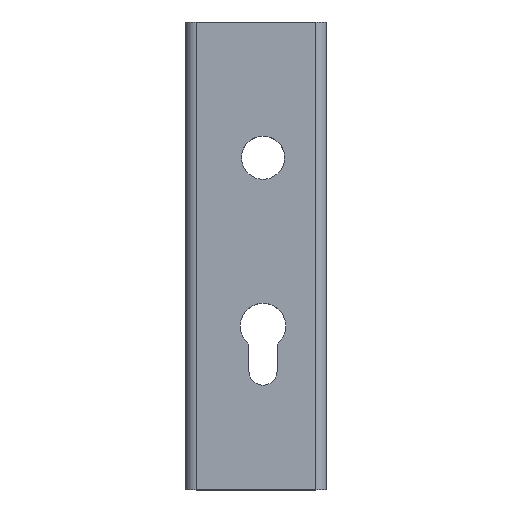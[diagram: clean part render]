
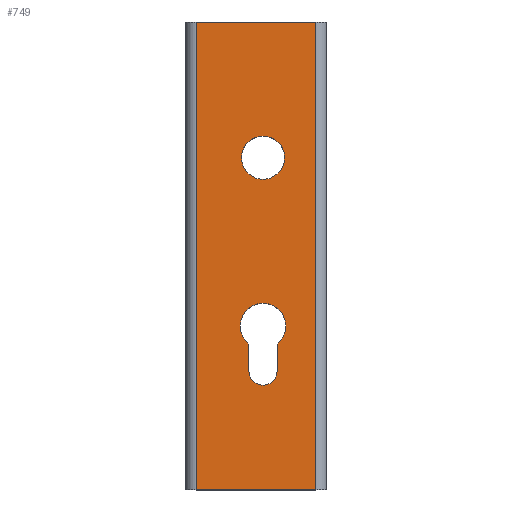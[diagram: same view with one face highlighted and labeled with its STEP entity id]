
A CAD part, top view. The second image highlights one B-rep face of the part: STEP entity #749.
In plain terms, the highlighted planar face has unit normal (0, 0, 1).
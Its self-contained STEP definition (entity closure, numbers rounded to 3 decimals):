
#12 = DIRECTION ( 'NONE',  ( 0., 1., 0. ) ) ;
#32 = CARTESIAN_POINT ( 'NONE',  ( 9., 62.315, 20. ) ) ;
#35 = DIRECTION ( 'NONE',  ( 1., 0., 0. ) ) ;
#68 = CARTESIAN_POINT ( 'NONE',  ( -3., 62.315, 20. ) ) ;
#72 = VERTEX_POINT ( 'NONE', #1489 ) ;
#76 = LINE ( 'NONE', #1405, #143 ) ;
#80 = LINE ( 'NONE', #1074, #1226 ) ;
#117 = EDGE_CURVE ( 'NONE', #1475, #1008, #949, .T. ) ;
#126 = CARTESIAN_POINT ( 'NONE',  ( 3., 70., 20. ) ) ;
#139 = CARTESIAN_POINT ( 'NONE',  ( 3., 70., 20. ) ) ;
#143 = VECTOR ( 'NONE', #35, 1000. ) ;
#150 = CARTESIAN_POINT ( 'NONE',  ( 12.25, 142., 20. ) ) ;
#163 = ORIENTED_EDGE ( 'NONE', *, *, #905, .F. ) ;
#166 = CARTESIAN_POINT ( 'NONE',  ( 25.5, 200., 20. ) ) ;
#184 = CARTESIAN_POINT ( 'NONE',  ( 25.5, 200., 20. ) ) ;
#190 = ORIENTED_EDGE ( 'NONE', *, *, #455, .T. ) ;
#204 = EDGE_CURVE ( 'NONE', #509, #855, #232, .T. ) ;
#214 = CIRCLE ( 'NONE', #362, 9.75 ) ;
#232 = CIRCLE ( 'NONE', #283, 9.25 ) ;
#259 = DIRECTION ( 'NONE',  ( 0., 0., 1. ) ) ;
#271 = EDGE_CURVE ( 'NONE', #1287, #1046, #214, .T. ) ;
#283 = AXIS2_PLACEMENT_3D ( 'NONE', #1140, #903, #675 ) ;
#287 = VECTOR ( 'NONE', #1191, 1000. ) ;
#316 = CARTESIAN_POINT ( 'NONE',  ( -6.75, 70., 20. ) ) ;
#319 = EDGE_CURVE ( 'NONE', #1267, #1475, #1393, .T. ) ;
#322 = CIRCLE ( 'NONE', #826, 9.25 ) ;
#342 = EDGE_LOOP ( 'NONE', ( #1091, #889 ) ) ;
#362 = AXIS2_PLACEMENT_3D ( 'NONE', #922, #1268, #1389 ) ;
#372 = CARTESIAN_POINT ( 'NONE',  ( 9., 50.75, 20. ) ) ;
#376 = LINE ( 'NONE', #166, #610 ) ;
#383 = CARTESIAN_POINT ( 'NONE',  ( -3., 50.75, 20. ) ) ;
#388 = DIRECTION ( 'NONE',  ( 1., 0., 0. ) ) ;
#402 = AXIS2_PLACEMENT_3D ( 'NONE', #932, #706, #1296 ) ;
#437 = CARTESIAN_POINT ( 'NONE',  ( -3., 50.75, 20. ) ) ;
#455 = EDGE_CURVE ( 'NONE', #1245, #1503, #76, .T. ) ;
#462 = ORIENTED_EDGE ( 'NONE', *, *, #1457, .F. ) ;
#468 = CIRCLE ( 'NONE', #402, 6. ) ;
#505 = VECTOR ( 'NONE', #12, 1000. ) ;
#509 = VERTEX_POINT ( 'NONE', #150 ) ;
#539 = FACE_BOUND ( 'NONE', #342, .T. ) ;
#545 = PLANE ( 'NONE',  #1137 ) ;
#549 = EDGE_CURVE ( 'NONE', #72, #1245, #1201, .T. ) ;
#550 = DIRECTION ( 'NONE',  ( 0., 0., -1. ) ) ;
#562 = EDGE_LOOP ( 'NONE', ( #190, #163, #981, #805 ) ) ;
#564 = CARTESIAN_POINT ( 'NONE',  ( 9., 50.75, 20. ) ) ;
#576 = VECTOR ( 'NONE', #1424, 1000. ) ;
#592 = CIRCLE ( 'NONE', #1121, 9.75 ) ;
#610 = VECTOR ( 'NONE', #1300, 1000. ) ;
#612 = ORIENTED_EDGE ( 'NONE', *, *, #271, .F. ) ;
#648 = LINE ( 'NONE', #383, #287 ) ;
#667 = ORIENTED_EDGE ( 'NONE', *, *, #319, .F. ) ;
#675 = DIRECTION ( 'NONE',  ( 1., 0., 0. ) ) ;
#693 = ORIENTED_EDGE ( 'NONE', *, *, #117, .F. ) ;
#706 = DIRECTION ( 'NONE',  ( 0., 0., 1. ) ) ;
#715 = DIRECTION ( 'NONE',  ( 1., 0., 0. ) ) ;
#719 = EDGE_CURVE ( 'NONE', #855, #509, #322, .T. ) ;
#749 = ADVANCED_FACE ( 'NONE', ( #1491, #539, #858 ), #545, .F. ) ;
#770 = CARTESIAN_POINT ( 'NONE',  ( 25.5, 200., 20. ) ) ;
#805 = ORIENTED_EDGE ( 'NONE', *, *, #549, .T. ) ;
#826 = AXIS2_PLACEMENT_3D ( 'NONE', #1204, #890, #1356 ) ;
#837 = CARTESIAN_POINT ( 'NONE',  ( 25.5, 0., 20. ) ) ;
#855 = VERTEX_POINT ( 'NONE', #992 ) ;
#858 = FACE_OUTER_BOUND ( 'NONE', #562, .T. ) ;
#889 = ORIENTED_EDGE ( 'NONE', *, *, #719, .F. ) ;
#890 = DIRECTION ( 'NONE',  ( 0., 0., 1. ) ) ;
#903 = DIRECTION ( 'NONE',  ( 0., 0., 1. ) ) ;
#905 = EDGE_CURVE ( 'NONE', #1104, #1503, #376, .T. ) ;
#922 = CARTESIAN_POINT ( 'NONE',  ( 3., 70., 20. ) ) ;
#932 = CARTESIAN_POINT ( 'NONE',  ( 3., 50.75, 20. ) ) ;
#949 = CIRCLE ( 'NONE', #1461, 9.75 ) ;
#951 = EDGE_CURVE ( 'NONE', #1046, #1248, #648, .T. ) ;
#956 = EDGE_CURVE ( 'NONE', #72, #1104, #80, .T. ) ;
#981 = ORIENTED_EDGE ( 'NONE', *, *, #956, .F. ) ;
#992 = CARTESIAN_POINT ( 'NONE',  ( -6.25, 142., 20. ) ) ;
#1008 = VERTEX_POINT ( 'NONE', #1312 ) ;
#1046 = VERTEX_POINT ( 'NONE', #68 ) ;
#1073 = EDGE_LOOP ( 'NONE', ( #667, #1117, #1452, #612, #462, #693 ) ) ;
#1074 = CARTESIAN_POINT ( 'NONE',  ( 25.5, 200., 20. ) ) ;
#1091 = ORIENTED_EDGE ( 'NONE', *, *, #204, .F. ) ;
#1104 = VERTEX_POINT ( 'NONE', #184 ) ;
#1117 = ORIENTED_EDGE ( 'NONE', *, *, #1486, .F. ) ;
#1121 = AXIS2_PLACEMENT_3D ( 'NONE', #139, #259, #715 ) ;
#1137 = AXIS2_PLACEMENT_3D ( 'NONE', #770, #550, #1349 ) ;
#1140 = CARTESIAN_POINT ( 'NONE',  ( 3., 142., 20. ) ) ;
#1190 = CARTESIAN_POINT ( 'NONE',  ( -25.5, 200., 20. ) ) ;
#1191 = DIRECTION ( 'NONE',  ( 0., -1., 0. ) ) ;
#1199 = DIRECTION ( 'NONE',  ( 1., 0., 0. ) ) ;
#1201 = LINE ( 'NONE', #1190, #576 ) ;
#1204 = CARTESIAN_POINT ( 'NONE',  ( 3., 142., 20. ) ) ;
#1226 = VECTOR ( 'NONE', #388, 1000. ) ;
#1238 = CARTESIAN_POINT ( 'NONE',  ( -25.5, 0., 20. ) ) ;
#1245 = VERTEX_POINT ( 'NONE', #1238 ) ;
#1248 = VERTEX_POINT ( 'NONE', #437 ) ;
#1267 = VERTEX_POINT ( 'NONE', #564 ) ;
#1268 = DIRECTION ( 'NONE',  ( 0., 0., 1. ) ) ;
#1287 = VERTEX_POINT ( 'NONE', #316 ) ;
#1296 = DIRECTION ( 'NONE',  ( 1., 0., 0. ) ) ;
#1300 = DIRECTION ( 'NONE',  ( 0., -1., 0. ) ) ;
#1312 = CARTESIAN_POINT ( 'NONE',  ( 12.75, 70., 20. ) ) ;
#1349 = DIRECTION ( 'NONE',  ( -1., 0., 0. ) ) ;
#1356 = DIRECTION ( 'NONE',  ( 1., 0., 0. ) ) ;
#1389 = DIRECTION ( 'NONE',  ( 1., 0., 0. ) ) ;
#1393 = LINE ( 'NONE', #372, #505 ) ;
#1401 = DIRECTION ( 'NONE',  ( 0., 0., 1. ) ) ;
#1405 = CARTESIAN_POINT ( 'NONE',  ( 25.5, 0., 20. ) ) ;
#1424 = DIRECTION ( 'NONE',  ( 0., -1., 0. ) ) ;
#1452 = ORIENTED_EDGE ( 'NONE', *, *, #951, .F. ) ;
#1457 = EDGE_CURVE ( 'NONE', #1008, #1287, #592, .T. ) ;
#1461 = AXIS2_PLACEMENT_3D ( 'NONE', #126, #1401, #1199 ) ;
#1475 = VERTEX_POINT ( 'NONE', #32 ) ;
#1486 = EDGE_CURVE ( 'NONE', #1248, #1267, #468, .T. ) ;
#1489 = CARTESIAN_POINT ( 'NONE',  ( -25.5, 200., 20. ) ) ;
#1491 = FACE_BOUND ( 'NONE', #1073, .T. ) ;
#1503 = VERTEX_POINT ( 'NONE', #837 ) ;
